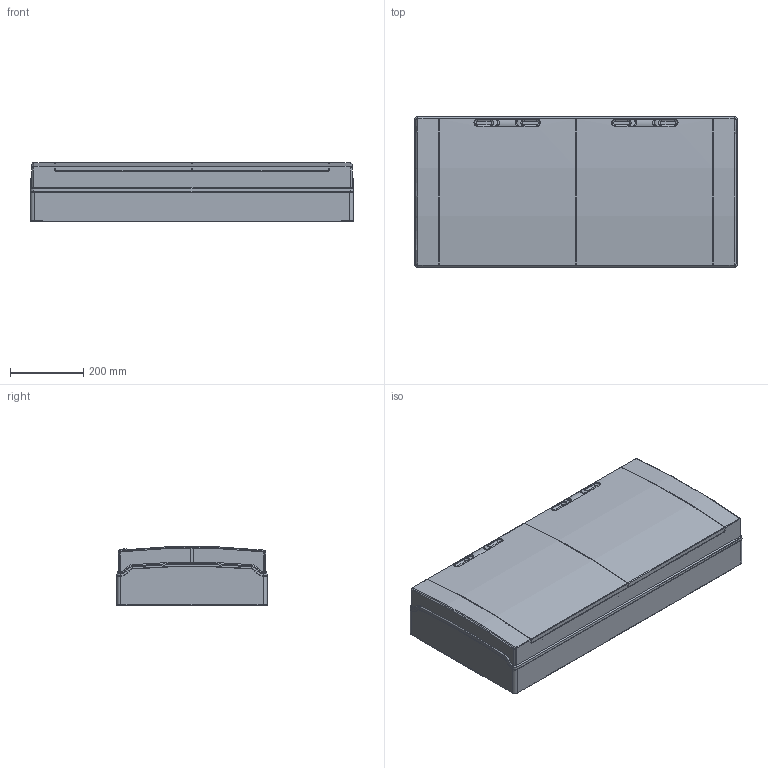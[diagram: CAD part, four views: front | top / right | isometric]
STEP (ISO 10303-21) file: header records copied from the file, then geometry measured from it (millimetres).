
FILE_DESCRIPTION((''),'2;1');
FILE_NAME('GW40109_ASM','2021-07-16T09:54:58',('User'),('Axiro Italia'),'CREO PARAMETRIC BY PTC INC, 2020354','CREO PARAMETRIC BY PTC INC, 2020354','');
FILE_SCHEMA(('CONFIG_CONTROL_DESIGN'));
Length unit declared in the file: millimetre
Products named in the file (6): GW_40_109_SCATOLA_OR; GW_40_109_COPERCHIO_OR; GW40109_COMPONENTE_PLASTICA_DX; GW40109_COMPONENTE_PLASTICA_SX; GUIDA_DIN_18_1; GW40109_ASM
Assembly tree (10 placements, depth 2):
  GW40109_ASM
    GW_40_109_SCATOLA_OR
    GW_40_109_COPERCHIO_OR
    GW40109_COMPONENTE_PLASTICA_DX  x2
    GW40109_COMPONENTE_PLASTICA_SX  x2
    GUIDA_DIN_18_1  x4
Bounding box: 880 x 410 x 159.36 mm (x, y, z)
Volume: 13196451.1 mm3; surface area: 2819744.1 mm2
Topology: 10 solids, 10 shells, 1848 faces, 5078 edges, 3324 vertices
Faces by surface type: plane 1397, cylinder 343, cone 68, bspline 24, torus 16
Entity records: 47938 total; most frequent: CARTESIAN_POINT 9857, ORIENTED_EDGE 8068, DIRECTION 7584, EDGE_CURVE 4034, VECTOR 3312, LINE 3312, VERTEX_POINT 2628, AXIS2_PLACEMENT_3D 2136
